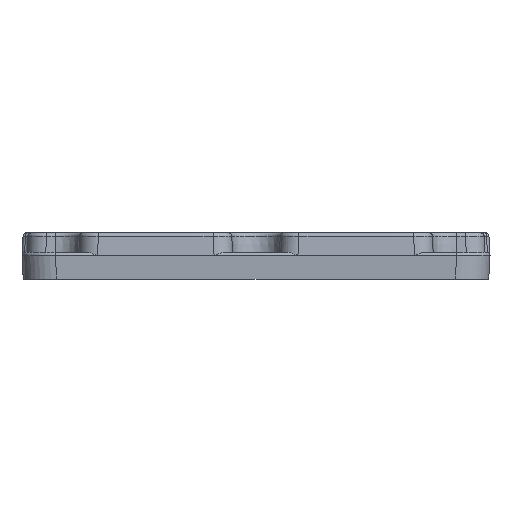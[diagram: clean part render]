
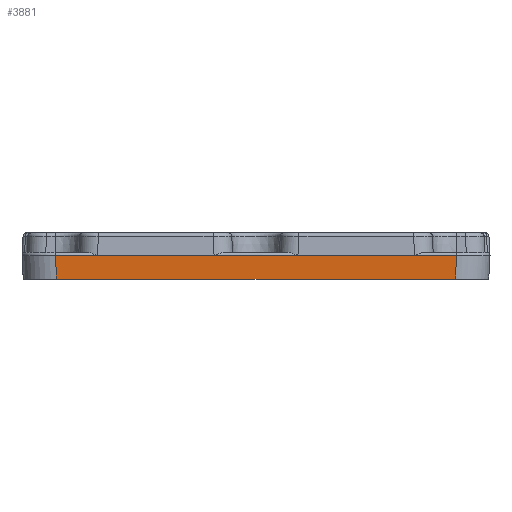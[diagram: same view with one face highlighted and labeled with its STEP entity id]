
A CAD part, left-side view. The second image highlights one B-rep face of the part: STEP entity #3881.
In plain terms, the highlighted planar face has unit normal (-0.999, 0, -0.052).
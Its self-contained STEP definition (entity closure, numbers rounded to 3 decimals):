
#1925=FACE_OUTER_BOUND('',#12933,.T.);
#3881=ADVANCED_FACE('',(#1925),#5509,.T.);
#5509=PLANE('',#34691);
#7276=LINE('',#49642,#9607);
#7941=LINE('',#55303,#10272);
#7949=LINE('',#55441,#10280);
#7950=LINE('',#55442,#10281);
#9607=VECTOR('',#37490,1.);
#10272=VECTOR('',#40331,1.);
#10280=VECTOR('',#40417,1.);
#10281=VECTOR('',#40418,1.);
#12933=EDGE_LOOP('',(#17300,#17301,#17302,#17303));
#17300=ORIENTED_EDGE('',*,*,#29128,.T.);
#17301=ORIENTED_EDGE('',*,*,#27617,.T.);
#17302=ORIENTED_EDGE('',*,*,#29129,.F.);
#17303=ORIENTED_EDGE('',*,*,#29093,.T.);
#24489=VERTEX_POINT('',#49641);
#24490=VERTEX_POINT('',#49643);
#25515=VERTEX_POINT('',#55302);
#25516=VERTEX_POINT('',#55304);
#27617=EDGE_CURVE('',#24490,#24489,#7276,.T.);
#29093=EDGE_CURVE('',#25516,#25515,#7941,.T.);
#29128=EDGE_CURVE('',#25515,#24490,#7949,.T.);
#29129=EDGE_CURVE('',#25516,#24489,#7950,.T.);
#34691=AXIS2_PLACEMENT_3D('',#55443,#40419,#40420);
#37490=DIRECTION('',(0.,-1.,0.));
#40331=DIRECTION('',(0.,1.,0.));
#40417=DIRECTION('',(0.052,-0.052,-0.997));
#40418=DIRECTION('',(0.052,0.052,-0.997));
#40419=DIRECTION('',(-0.999,0.,-0.052));
#40420=DIRECTION('',(0.,-1.,0.));
#49641=CARTESIAN_POINT('',(-116.815,-29.823,-1.6));
#49642=CARTESIAN_POINT('',(-116.815,29.823,-1.6));
#49643=CARTESIAN_POINT('',(-116.815,29.823,-1.6));
#55302=CARTESIAN_POINT('',(-116.999,30.007,1.9));
#55303=CARTESIAN_POINT('',(-116.999,-30.007,1.9));
#55304=CARTESIAN_POINT('',(-116.999,-30.007,1.9));
#55441=CARTESIAN_POINT('',(-116.999,30.007,1.9));
#55442=CARTESIAN_POINT('',(-116.999,-30.007,1.9));
#55443=CARTESIAN_POINT('',(-117.002,30.,1.952));
